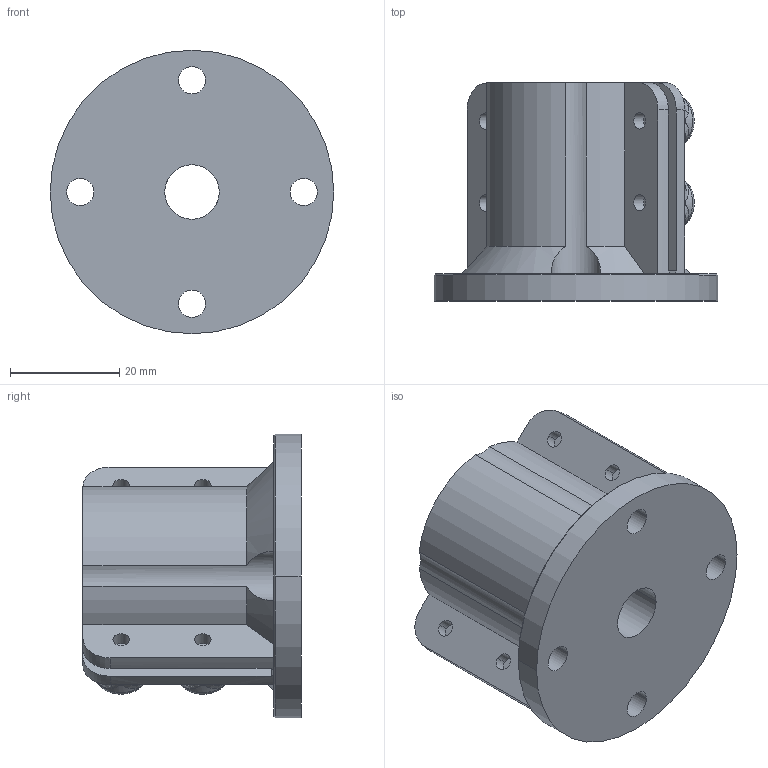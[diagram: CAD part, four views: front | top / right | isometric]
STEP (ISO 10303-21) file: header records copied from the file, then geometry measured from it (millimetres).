
FILE_DESCRIPTION((''),'2;1');
FILE_NAME('OBMP-FAM-E-1400','2023-10-11T18:11:04',('ccha425'),('Department of Mechanical Engineering, The University of Auckland'),'CREO PARAMETRIC BY PTC INC, 2017260','CREO PARAMETRIC BY PTC INC, 2017260','');
FILE_SCHEMA(('CONFIG_CONTROL_DESIGN'));
Length unit declared in the file: millimetre
Products named in the file (1): OBMP-FAM-E-1400
Bounding box: 52 x 40 x 52 mm (x, y, z)
Volume: 36495.2 mm3; surface area: 18673.3 mm2
Topology: 1 solids, 1 shells, 156 faces, 424 edges, 276 vertices
Faces by surface type: plane 62, cylinder 50, torus 22, bspline 14, cone 8
Entity records: 5912 total; most frequent: CARTESIAN_POINT 1918, ORIENTED_EDGE 848, DIRECTION 808, EDGE_CURVE 424, AXIS2_PLACEMENT_3D 314, VERTEX_POINT 276, EDGE_LOOP 188, VECTOR 180
